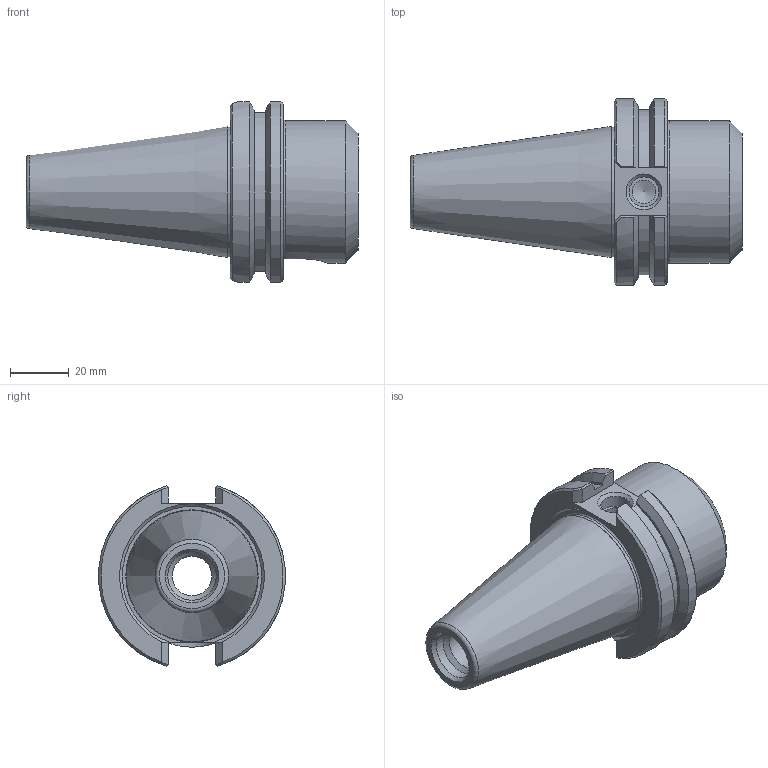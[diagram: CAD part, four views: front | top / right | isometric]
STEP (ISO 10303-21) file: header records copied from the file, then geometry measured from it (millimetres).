
FILE_DESCRIPTION((''),'2;1');
FILE_NAME('C40F-10EM1.iam.stp','2014-07-08T13:00:14',(''),(''),'Autodesk Inventor 2012','Autodesk Inventor 2012','');
FILE_SCHEMA(('AUTOMOTIVE_DESIGN { 1 0 10303 214 1 1 1 1 }'));
Length unit declared in the file: inch
Products named in the file (3): C40F-10EM1; C40F-10EM1-1; 029-925
Assembly tree (2 placements, depth 2):
  C40F-10EM1
    C40F-10EM1-1
    029-925
Bounding box: 112.71 x 63.28 x 61.11 mm (x, y, z)
Volume: 121165.9 mm3; surface area: 28695.6 mm2
Topology: 2 solids, 2 shells, 87 faces, 228 edges, 149 vertices
Faces by surface type: plane 43, cone 20, cylinder 17, bspline 4, torus 3
Full cylindrical faces by diameter (mm): 8 x1, 10.135 x1, 13.386 x1, 14.351 x1, 15.875 x1, 16.459 x1, 25.4 x1, 26.416 x1, 43.942 x1, 48.26 x1
Entity records: 3424 total; most frequent: CARTESIAN_POINT 1339, ORIENTED_EDGE 398, DIRECTION 374, EDGE_CURVE 199, AXIS2_PLACEMENT_3D 144, VERTEX_POINT 143, EDGE_LOOP 118, FACE_OUTER_BOUND 87
